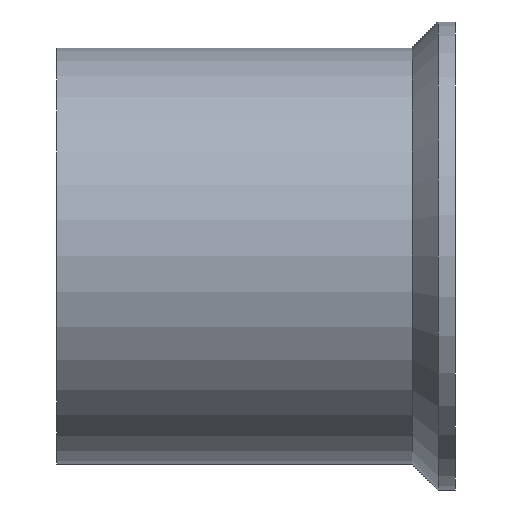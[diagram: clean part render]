
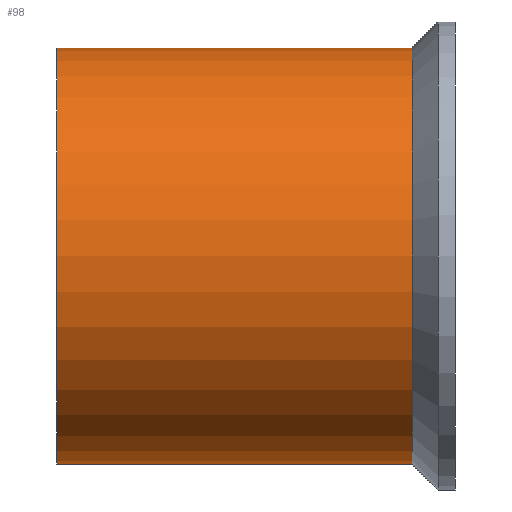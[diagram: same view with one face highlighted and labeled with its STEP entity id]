
A CAD part, left-side view. The second image highlights one B-rep face of the part: STEP entity #98.
In plain terms, the highlighted cylindrical face has radius 12 mm (diameter 24 mm), a full revolution.
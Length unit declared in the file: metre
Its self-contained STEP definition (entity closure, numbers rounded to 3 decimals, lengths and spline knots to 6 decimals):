
#15=CYLINDRICAL_SURFACE('',#127,0.012);
#29=ORIENTED_EDGE('',*,*,#34,.F.);
#30=ORIENTED_EDGE('',*,*,#39,.T.);
#34=EDGE_CURVE('',#42,#42,#50,.T.);
#39=EDGE_CURVE('',#47,#47,#55,.T.);
#42=VERTEX_POINT('',#168);
#47=VERTEX_POINT('',#183);
#50=CIRCLE('',#115,0.012);
#55=CIRCLE('',#125,0.012);
#69=EDGE_LOOP('',(#29));
#70=EDGE_LOOP('',(#30));
#85=FACE_BOUND('',#69,.T.);
#86=FACE_BOUND('',#70,.T.);
#98=ADVANCED_FACE('',(#85,#86),#15,.T.);
#115=AXIS2_PLACEMENT_3D('',#167,#135,#136);
#125=AXIS2_PLACEMENT_3D('',#182,#155,#156);
#127=AXIS2_PLACEMENT_3D('',#186,#159,#160);
#135=DIRECTION('',(0.,1.,0.));
#136=DIRECTION('',(0.,0.,1.));
#155=DIRECTION('',(0.,1.,0.));
#156=DIRECTION('',(0.,0.,1.));
#159=DIRECTION('',(0.,1.,0.));
#160=DIRECTION('',(0.,0.,1.));
#167=CARTESIAN_POINT('',(0.069628,-0.011,0.016));
#168=CARTESIAN_POINT('',(0.069628,-0.011,0.028));
#182=CARTESIAN_POINT('',(0.069628,-0.0315,0.016));
#183=CARTESIAN_POINT('',(0.069628,-0.0315,0.028));
#186=CARTESIAN_POINT('',(0.069628,-0.0225,0.016));
